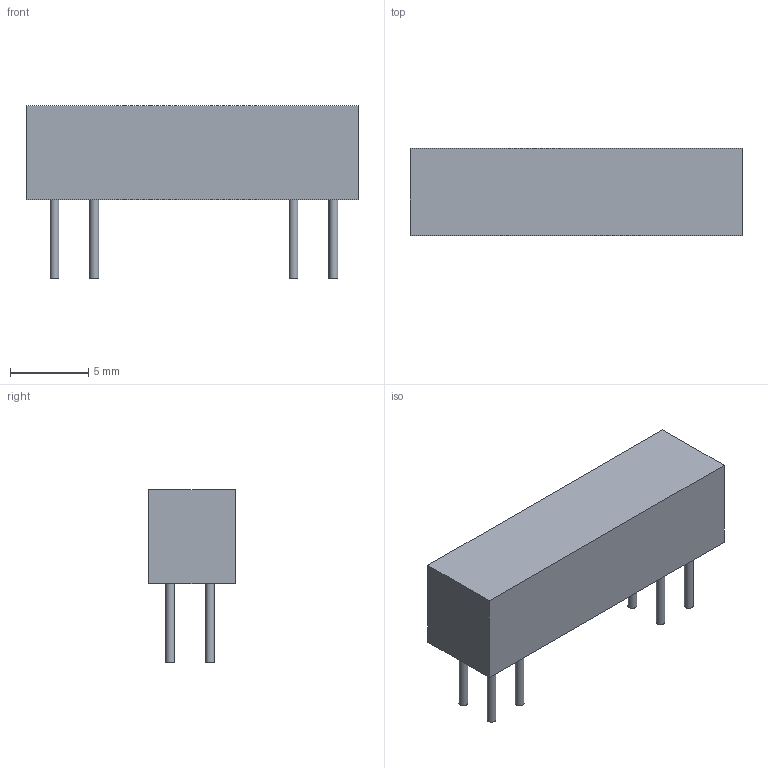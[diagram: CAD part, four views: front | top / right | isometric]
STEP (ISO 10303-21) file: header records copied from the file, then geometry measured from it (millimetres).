
FILE_DESCRIPTION(/* description */ ('STEP AP242','CAx-IF Rec.Pracs.---Representation and Presentation of Product Manufacturing Information (PMI)---4.0---2014-10-13','CAx-IF Rec.Pracs.---3D Tessellated Geometry---0.4---2014-09-14','2;1'),/* implementation_level */ '2;1');
FILE_NAME(/* name */ '642d3f8d98e4747abe20b77b',/* time_stamp */ '2023-04-05T09:29:50+00:00',/* author */ (''),/* organization */ (''),/* preprocessor_version */ 'ST-DEVELOPER v18.102',/* originating_system */ ' ',/* authorisation */ ' ');
FILE_SCHEMA (('AP242_MANAGED_MODEL_BASED_3D_ENGINEERING_MIM_LF { 1 0 10303 442 1 1 4 }'));
Length unit declared in the file: metre
Products named in the file (9): Part 9; Leads
Bounding box: 21.16 x 5.54 x 11 mm (x, y, z)
Volume: 714 mm3; surface area: 630.8 mm2
Topology: 9 solids, 9 shells, 30 faces, 36 edges, 24 vertices
Faces by surface type: plane 22, cylinder 8
Full cylindrical faces by diameter (mm): 0.56 x8
Entity records: 779 total; most frequent: DIRECTION 122, CARTESIAN_POINT 91, ORIENTED_EDGE 56, AXIS2_PLACEMENT_3D 55, EDGE_LOOP 38, FACE_BOUND 38, ADVANCED_FACE 30, EDGE_CURVE 28
